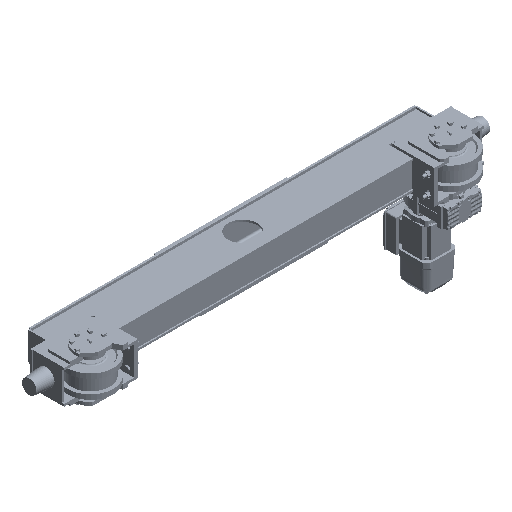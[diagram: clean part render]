
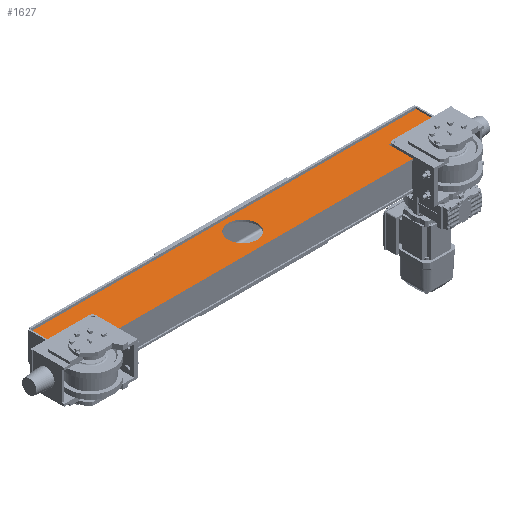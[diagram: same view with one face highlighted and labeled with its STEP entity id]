
A CAD part, isometric view. The second image highlights one B-rep face of the part: STEP entity #1627.
In plain terms, the highlighted free-form (B-spline) face has degree [1, 1] with [2, 2] control points.
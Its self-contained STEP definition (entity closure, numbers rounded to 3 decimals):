
#1458 = VERTEX_POINT('',#1459);
#1459 = CARTESIAN_POINT('',(531.213,1102.717,
    1566.65));
#1464 = EDGE_CURVE('',#1465,#1458,#1467,.T.);
#1465 = VERTEX_POINT('',#1466);
#1466 = CARTESIAN_POINT('',(402.574,1102.717,
    1566.65));
#1467 = ( BOUNDED_CURVE() B_SPLINE_CURVE(2,(#1468,#1469,#1470,#1471,
#1472),.UNSPECIFIED.,.F.,.F.) B_SPLINE_CURVE_WITH_KNOTS((3,2,3),(
    3.142,4.712,6.283),
.PIECEWISE_BEZIER_KNOTS.) CURVE() GEOMETRIC_REPRESENTATION_ITEM() 
RATIONAL_B_SPLINE_CURVE((1.,0.707,1.,0.707,1.)) 
REPRESENTATION_ITEM('') );
#1468 = CARTESIAN_POINT('',(402.574,1102.717,
    1566.65));
#1469 = CARTESIAN_POINT('',(402.574,1038.398,
    1566.65));
#1470 = CARTESIAN_POINT('',(466.894,1038.398,
    1566.65));
#1471 = CARTESIAN_POINT('',(531.213,1038.398,
    1566.65));
#1472 = CARTESIAN_POINT('',(531.213,1102.717,
    1566.65));
#1503 = EDGE_CURVE('',#1504,#1506,#1508,.T.);
#1504 = VERTEX_POINT('',#1505);
#1505 = CARTESIAN_POINT('',(1324.482,1111.293,
    1566.65));
#1506 = VERTEX_POINT('',#1507);
#1507 = CARTESIAN_POINT('',(1324.482,1188.476,
    1566.65));
#1508 = B_SPLINE_CURVE_WITH_KNOTS('',1,(#1509,#1510),.UNSPECIFIED.,.F.,
  .F.,(2,2),(100.,172.),.PIECEWISE_BEZIER_KNOTS.);
#1509 = CARTESIAN_POINT('',(1324.482,1111.293,
    1566.65));
#1510 = CARTESIAN_POINT('',(1324.482,1188.476,
    1566.65));
#1547 = VERTEX_POINT('',#1548);
#1548 = CARTESIAN_POINT('',(-390.695,1188.476,
    1566.65));
#1553 = EDGE_CURVE('',#1506,#1547,#1554,.T.);
#1554 = B_SPLINE_CURVE_WITH_KNOTS('',1,(#1555,#1556),.UNSPECIFIED.,.F.,
  .F.,(2,2),(0.,1600.),.PIECEWISE_BEZIER_KNOTS.);
#1555 = CARTESIAN_POINT('',(1324.482,1188.476,
    1566.65));
#1556 = CARTESIAN_POINT('',(-390.695,1188.476,
    1566.65));
#1575 = VERTEX_POINT('',#1576);
#1576 = CARTESIAN_POINT('',(-390.695,1111.293,
    1566.65));
#1581 = EDGE_CURVE('',#1547,#1575,#1582,.T.);
#1582 = B_SPLINE_CURVE_WITH_KNOTS('',1,(#1583,#1584),.UNSPECIFIED.,.F.,
  .F.,(2,2),(-172.,-100.),.PIECEWISE_BEZIER_KNOTS.);
#1583 = CARTESIAN_POINT('',(-390.695,1188.476,
    1566.65));
#1584 = CARTESIAN_POINT('',(-390.695,1111.293,
    1566.65));
#1595 = EDGE_CURVE('',#1596,#1598,#1600,.T.);
#1596 = VERTEX_POINT('',#1597);
#1597 = CARTESIAN_POINT('',(-192.914,1004.094,
    1566.65));
#1598 = VERTEX_POINT('',#1599);
#1599 = CARTESIAN_POINT('',(1126.701,1004.094,
    1566.65));
#1600 = B_SPLINE_CURVE_WITH_KNOTS('',1,(#1601,#1602),.UNSPECIFIED.,.F.,
  .F.,(2,2),(-1415.5,-184.5),.PIECEWISE_BEZIER_KNOTS.);
#1601 = CARTESIAN_POINT('',(-192.914,1004.094,
    1566.65));
#1602 = CARTESIAN_POINT('',(1126.701,1004.094,
    1566.65));
#1627 = ADVANCED_FACE('',(#1628,#1639),#1669,.T.);
#1628 = FACE_BOUND('',#1629,.T.);
#1629 = EDGE_LOOP('',(#1630,#1638));
#1630 = ORIENTED_EDGE('',*,*,#1631,.F.);
#1631 = EDGE_CURVE('',#1458,#1465,#1632,.T.);
#1632 = ( BOUNDED_CURVE() B_SPLINE_CURVE(2,(#1633,#1634,#1635,#1636,
#1637),.UNSPECIFIED.,.F.,.F.) B_SPLINE_CURVE_WITH_KNOTS((3,2,3),(0.,
1.571,3.142),.PIECEWISE_BEZIER_KNOTS.) CURVE() 
GEOMETRIC_REPRESENTATION_ITEM() RATIONAL_B_SPLINE_CURVE((1.,
0.707,1.,0.707,1.)) REPRESENTATION_ITEM('') );
#1633 = CARTESIAN_POINT('',(531.213,1102.717,
    1566.65));
#1634 = CARTESIAN_POINT('',(531.213,1167.036,
    1566.65));
#1635 = CARTESIAN_POINT('',(466.894,1167.036,
    1566.65));
#1636 = CARTESIAN_POINT('',(402.574,1167.036,
    1566.65));
#1637 = CARTESIAN_POINT('',(402.574,1102.717,
    1566.65));
#1638 = ORIENTED_EDGE('',*,*,#1464,.F.);
#1639 = FACE_BOUND('',#1640,.T.);
#1640 = EDGE_LOOP('',(#1641,#1648,#1653,#1654,#1661,#1666,#1667,#1668));
#1641 = ORIENTED_EDGE('',*,*,#1642,.F.);
#1642 = EDGE_CURVE('',#1643,#1575,#1645,.T.);
#1643 = VERTEX_POINT('',#1644);
#1644 = CARTESIAN_POINT('',(-192.914,1111.293,
    1566.65));
#1645 = B_SPLINE_CURVE_WITH_KNOTS('',1,(#1646,#1647),.UNSPECIFIED.,.F.,
  .F.,(2,2),(-244.511,-60.011),.PIECEWISE_BEZIER_KNOTS.);
#1646 = CARTESIAN_POINT('',(-192.914,1111.293,
    1566.65));
#1647 = CARTESIAN_POINT('',(-390.695,1111.293,
    1566.65));
#1648 = ORIENTED_EDGE('',*,*,#1649,.F.);
#1649 = EDGE_CURVE('',#1596,#1643,#1650,.T.);
#1650 = B_SPLINE_CURVE_WITH_KNOTS('',1,(#1651,#1652),.UNSPECIFIED.,.F.,
  .F.,(2,2),(-100.,0.),.PIECEWISE_BEZIER_KNOTS.);
#1651 = CARTESIAN_POINT('',(-192.914,1004.094,
    1566.65));
#1652 = CARTESIAN_POINT('',(-192.914,1111.293,
    1566.65));
#1653 = ORIENTED_EDGE('',*,*,#1595,.T.);
#1654 = ORIENTED_EDGE('',*,*,#1655,.F.);
#1655 = EDGE_CURVE('',#1656,#1598,#1658,.T.);
#1656 = VERTEX_POINT('',#1657);
#1657 = CARTESIAN_POINT('',(1126.701,1111.293,
    1566.65));
#1658 = B_SPLINE_CURVE_WITH_KNOTS('',1,(#1659,#1660),.UNSPECIFIED.,.F.,
  .F.,(2,2),(-177.106,-77.106),.PIECEWISE_BEZIER_KNOTS.);
#1659 = CARTESIAN_POINT('',(1126.701,1111.293,
    1566.65));
#1660 = CARTESIAN_POINT('',(1126.701,1004.094,
    1566.65));
#1661 = ORIENTED_EDGE('',*,*,#1662,.F.);
#1662 = EDGE_CURVE('',#1504,#1656,#1663,.T.);
#1663 = B_SPLINE_CURVE_WITH_KNOTS('',1,(#1664,#1665),.UNSPECIFIED.,.F.,
  .F.,(2,2),(-184.5,-0.),.PIECEWISE_BEZIER_KNOTS.);
#1664 = CARTESIAN_POINT('',(1324.482,1111.293,
    1566.65));
#1665 = CARTESIAN_POINT('',(1126.701,1111.293,
    1566.65));
#1666 = ORIENTED_EDGE('',*,*,#1503,.T.);
#1667 = ORIENTED_EDGE('',*,*,#1553,.T.);
#1668 = ORIENTED_EDGE('',*,*,#1581,.T.);
#1669 = B_SPLINE_SURFACE_WITH_KNOTS('',1,1,(
    (#1670,#1671)
    ,(#1672,#1673
  )),.UNSPECIFIED.,.F.,.F.,.F.,(2,2),(2,2),(-1600.,0.),(0.,172.),
  .PIECEWISE_BEZIER_KNOTS.);
#1670 = CARTESIAN_POINT('',(-390.695,1004.094,
    1566.65));
#1671 = CARTESIAN_POINT('',(-390.695,1188.476,
    1566.65));
#1672 = CARTESIAN_POINT('',(1324.482,1004.094,
    1566.65));
#1673 = CARTESIAN_POINT('',(1324.482,1188.476,
    1566.65));
